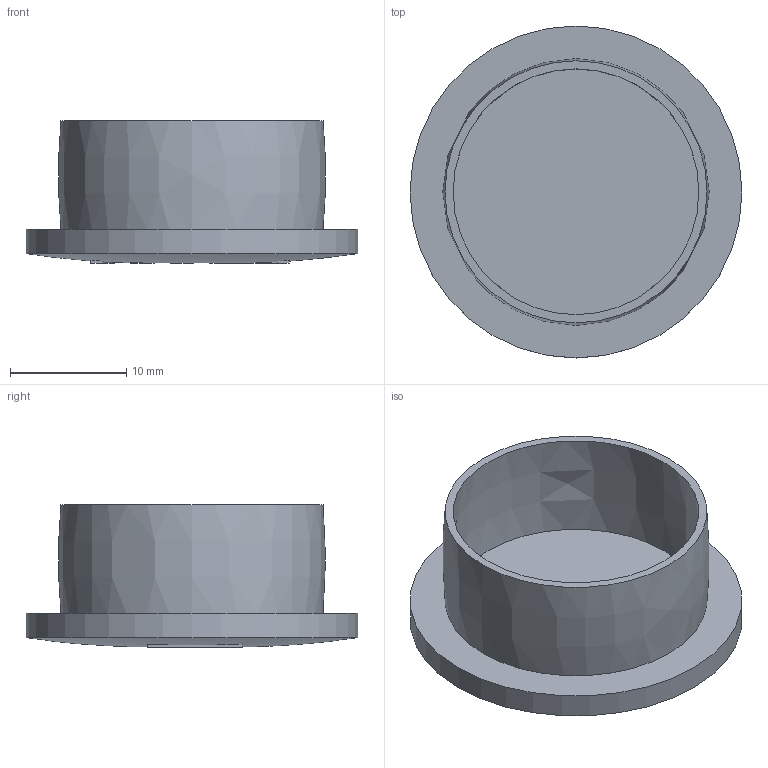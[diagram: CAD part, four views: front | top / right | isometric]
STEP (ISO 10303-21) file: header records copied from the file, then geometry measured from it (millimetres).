
FILE_DESCRIPTION(/* description */ (''),/* implementation_level */ '2;1');
FILE_NAME(/* name */ '08-1203-XXX-000-001_01.stp',/* time_stamp */ '2023-02-14T09:35:24+01:00',/* author */ (''),/* organization */ (''),/* preprocessor_version */ 'ST-DEVELOPER v16',/* originating_system */ 'SIEMENS PLM Software NX 11.0',/* authorisation */ '');
FILE_SCHEMA (('AUTOMOTIVE_DESIGN { 1 0 10303 214 3 1 1 1 }'));
Length unit declared in the file: millimetre
Products named in the file (1): cgoe2474C7E022c3
Bounding box: 28.5 x 28.5 x 12.22 mm (x, y, z)
Volume: 2100.4 mm3; surface area: 2770.2 mm2
Topology: 1 solids, 1 shells, 44 faces, 116 edges, 78 vertices
Faces by surface type: plane 40, bspline 3, cylinder 1
Full cylindrical faces by diameter (mm): 28.5 x1
Entity records: 1546 total; most frequent: CARTESIAN_POINT 538, ORIENTED_EDGE 214, DIRECTION 162, EDGE_CURVE 107, VERTEX_POINT 75, LINE 66, VECTOR 66, EDGE_LOOP 53
